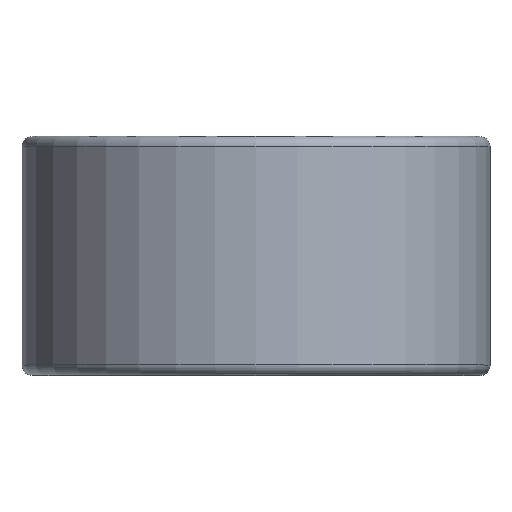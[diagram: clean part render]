
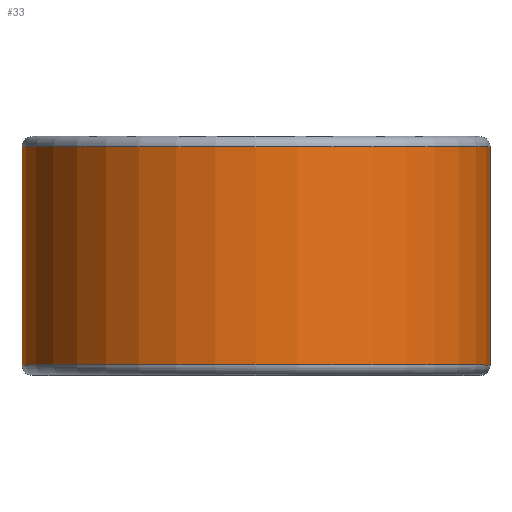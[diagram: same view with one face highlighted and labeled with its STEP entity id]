
A CAD part, top view. The second image highlights one B-rep face of the part: STEP entity #33.
In plain terms, the highlighted cylindrical face has radius 17.094 mm (diameter 34.188 mm), a partial arc.
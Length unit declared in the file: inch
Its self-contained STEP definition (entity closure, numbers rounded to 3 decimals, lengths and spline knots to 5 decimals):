
#16 = ORIENTED_EDGE ( 'NONE', *, *, #183, .F. ) ;
#33 = ADVANCED_FACE ( 'NONE', ( #531 ), #2088, .T. ) ;
#68 = EDGE_CURVE ( 'NONE', #978, #1401, #1517, .T. ) ;
#151 = AXIS2_PLACEMENT_3D ( 'NONE', #368, #590, #746 ) ;
#183 = EDGE_CURVE ( 'NONE', #978, #2165, #698, .T. ) ;
#244 = CARTESIAN_POINT ( 'NONE',  ( 0., 0.31375, -0.673 ) ) ;
#368 = CARTESIAN_POINT ( 'NONE',  ( 0., 0.31375, 0. ) ) ;
#384 = DIRECTION ( 'NONE',  ( 0., 1., 0. ) ) ;
#418 = DIRECTION ( 'NONE',  ( 0., -1., 0. ) ) ;
#448 = AXIS2_PLACEMENT_3D ( 'NONE', #1999, #418, #2064 ) ;
#512 = AXIS2_PLACEMENT_3D ( 'NONE', #1292, #1492, #2331 ) ;
#531 = FACE_OUTER_BOUND ( 'NONE', #1290, .T. ) ;
#590 = DIRECTION ( 'NONE',  ( 0., -1., 0. ) ) ;
#596 = EDGE_CURVE ( 'NONE', #1401, #1317, #1746, .T. ) ;
#698 = CIRCLE ( 'NONE', #448, 0.673 ) ;
#746 = DIRECTION ( 'NONE',  ( 0., 0., -1. ) ) ;
#948 = ORIENTED_EDGE ( 'NONE', *, *, #596, .T. ) ;
#978 = VERTEX_POINT ( 'NONE', #2381 ) ;
#1118 = ORIENTED_EDGE ( 'NONE', *, *, #1144, .F. ) ;
#1144 = EDGE_CURVE ( 'NONE', #2165, #1317, #1896, .T. ) ;
#1290 = EDGE_LOOP ( 'NONE', ( #2368, #948, #1118, #16 ) ) ;
#1292 = CARTESIAN_POINT ( 'NONE',  ( 0., 0.3125, 0. ) ) ;
#1317 = VERTEX_POINT ( 'NONE', #244 ) ;
#1401 = VERTEX_POINT ( 'NONE', #2185 ) ;
#1492 = DIRECTION ( 'NONE',  ( 0., -1., 0. ) ) ;
#1515 = VECTOR ( 'NONE', #384, 39.37008 ) ;
#1517 = LINE ( 'NONE', #1653, #1542 ) ;
#1542 = VECTOR ( 'NONE', #1767, 39.37008 ) ;
#1653 = CARTESIAN_POINT ( 'NONE',  ( 0.673, 0.31375, 0. ) ) ;
#1746 = CIRCLE ( 'NONE', #151, 0.673 ) ;
#1756 = CARTESIAN_POINT ( 'NONE',  ( 0., -0.31375, -0.673 ) ) ;
#1767 = DIRECTION ( 'NONE',  ( 0., 1., 0. ) ) ;
#1896 = LINE ( 'NONE', #2294, #1515 ) ;
#1999 = CARTESIAN_POINT ( 'NONE',  ( 0., -0.31375, 0. ) ) ;
#2064 = DIRECTION ( 'NONE',  ( 0., 0., -1. ) ) ;
#2088 = CYLINDRICAL_SURFACE ( 'NONE', #512, 0.673 ) ;
#2165 = VERTEX_POINT ( 'NONE', #1756 ) ;
#2185 = CARTESIAN_POINT ( 'NONE',  ( 0.673, 0.31375, 0. ) ) ;
#2294 = CARTESIAN_POINT ( 'NONE',  ( 0., 0.31375, -0.673 ) ) ;
#2331 = DIRECTION ( 'NONE',  ( 0., 0., -1. ) ) ;
#2368 = ORIENTED_EDGE ( 'NONE', *, *, #68, .T. ) ;
#2381 = CARTESIAN_POINT ( 'NONE',  ( 0.673, -0.31375, 0. ) ) ;
